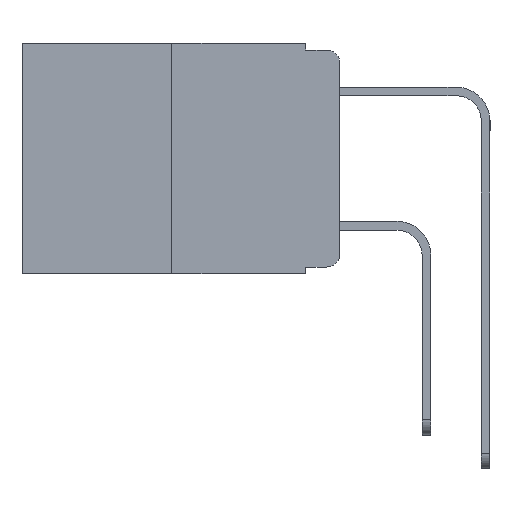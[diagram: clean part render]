
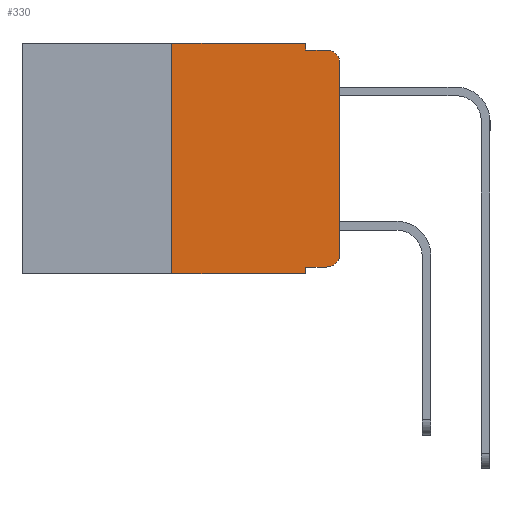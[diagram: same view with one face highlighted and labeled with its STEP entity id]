
A CAD part, left-side view. The second image highlights one B-rep face of the part: STEP entity #330.
In plain terms, the highlighted planar face has unit normal (-1, 0, 0).
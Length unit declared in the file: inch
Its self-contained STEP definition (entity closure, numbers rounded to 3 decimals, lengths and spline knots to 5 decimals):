
#330 = ADVANCED_FACE ( 'NONE', ( #574 ), #8323, .F. ) ;
#574 = FACE_OUTER_BOUND ( 'NONE', #2098, .T. ) ;
#710 = VERTEX_POINT ( 'NONE', #11419 ) ;
#775 = VERTEX_POINT ( 'NONE', #6952 ) ;
#1391 = DIRECTION ( 'NONE',  ( 0., 0., -1. ) ) ;
#1679 = VERTEX_POINT ( 'NONE', #2863 ) ;
#1680 = VECTOR ( 'NONE', #3126, 39.37008 ) ;
#1936 = VECTOR ( 'NONE', #9404, 39.37008 ) ;
#2098 = EDGE_LOOP ( 'NONE', ( #4096, #4204, #4385, #4475, #4650, #4967, #4984, #5077, #5332, #5384 ) ) ;
#2255 = AXIS2_PLACEMENT_3D ( 'NONE', #16539, #8162, #17909 ) ;
#2333 = VECTOR ( 'NONE', #6628, 39.37008 ) ;
#2543 = EDGE_CURVE ( 'NONE', #3283, #10859, #13759, .T. ) ;
#2863 = CARTESIAN_POINT ( 'NONE',  ( 0., 0.25, 0. ) ) ;
#3126 = DIRECTION ( 'NONE',  ( 0., -1., 0. ) ) ;
#3283 = VERTEX_POINT ( 'NONE', #6394 ) ;
#3379 = AXIS2_PLACEMENT_3D ( 'NONE', #7550, #17578, #1391 ) ;
#3482 = EDGE_CURVE ( 'NONE', #3283, #12536, #9143, .T. ) ;
#4064 = EDGE_CURVE ( 'NONE', #5288, #775, #9602, .T. ) ;
#4096 = ORIENTED_EDGE ( 'NONE', *, *, #4064, .T. ) ;
#4204 = ORIENTED_EDGE ( 'NONE', *, *, #14893, .T. ) ;
#4301 = VECTOR ( 'NONE', #13938, 39.37008 ) ;
#4371 = VECTOR ( 'NONE', #9753, 39.37008 ) ;
#4385 = ORIENTED_EDGE ( 'NONE', *, *, #12103, .F. ) ;
#4475 = ORIENTED_EDGE ( 'NONE', *, *, #6362, .F. ) ;
#4650 = ORIENTED_EDGE ( 'NONE', *, *, #9911, .F. ) ;
#4967 = ORIENTED_EDGE ( 'NONE', *, *, #5392, .F. ) ;
#4984 = ORIENTED_EDGE ( 'NONE', *, *, #14436, .T. ) ;
#5077 = ORIENTED_EDGE ( 'NONE', *, *, #3482, .F. ) ;
#5232 = VERTEX_POINT ( 'NONE', #17306 ) ;
#5288 = VERTEX_POINT ( 'NONE', #17554 ) ;
#5332 = ORIENTED_EDGE ( 'NONE', *, *, #2543, .T. ) ;
#5377 = VERTEX_POINT ( 'NONE', #13625 ) ;
#5384 = ORIENTED_EDGE ( 'NONE', *, *, #14309, .T. ) ;
#5392 = EDGE_CURVE ( 'NONE', #11594, #1679, #13676, .T. ) ;
#5462 = CARTESIAN_POINT ( 'NONE',  ( 0., 0.051, -0.333 ) ) ;
#5718 = VECTOR ( 'NONE', #16562, 39.37008 ) ;
#5842 = CARTESIAN_POINT ( 'NONE',  ( 0., 0., 0. ) ) ;
#6279 = CARTESIAN_POINT ( 'NONE',  ( 0., 0.051, 0. ) ) ;
#6294 = CIRCLE ( 'NONE', #2255, 0.02 ) ;
#6362 = EDGE_CURVE ( 'NONE', #710, #5232, #12343, .T. ) ;
#6394 = CARTESIAN_POINT ( 'NONE',  ( 0., 0.051, -0.333 ) ) ;
#6401 = CARTESIAN_POINT ( 'NONE',  ( 0., 0.02, -0.03 ) ) ;
#6628 = DIRECTION ( 'NONE',  ( 0., 0., 1. ) ) ;
#6874 = CARTESIAN_POINT ( 'NONE',  ( 0., 0.473, -0.343 ) ) ;
#6952 = CARTESIAN_POINT ( 'NONE',  ( 0., 0., -0.03 ) ) ;
#7550 = CARTESIAN_POINT ( 'NONE',  ( 0., 0.473, 0. ) ) ;
#7681 = CIRCLE ( 'NONE', #16133, 0.02 ) ;
#7874 = DIRECTION ( 'NONE',  ( 0., 0., -1. ) ) ;
#8162 = DIRECTION ( 'NONE',  ( -1., 0., 0. ) ) ;
#8177 = CARTESIAN_POINT ( 'NONE',  ( 0., 0.02, -0.333 ) ) ;
#8323 = PLANE ( 'NONE',  #3379 ) ;
#8588 = VECTOR ( 'NONE', #15759, 39.37008 ) ;
#9143 = LINE ( 'NONE', #6279, #4371 ) ;
#9404 = DIRECTION ( 'NONE',  ( 0., -1., 0. ) ) ;
#9602 = LINE ( 'NONE', #5842, #5718 ) ;
#9753 = DIRECTION ( 'NONE',  ( 0., 0., -1. ) ) ;
#9911 = EDGE_CURVE ( 'NONE', #1679, #710, #17197, .T. ) ;
#9951 = LINE ( 'NONE', #13714, #16887 ) ;
#10295 = CARTESIAN_POINT ( 'NONE',  ( 0., 0.473, 0. ) ) ;
#10525 = CARTESIAN_POINT ( 'NONE',  ( 0., 0.051, -0.343 ) ) ;
#10859 = VERTEX_POINT ( 'NONE', #8177 ) ;
#11419 = CARTESIAN_POINT ( 'NONE',  ( 0., 0.051, 0. ) ) ;
#11594 = VERTEX_POINT ( 'NONE', #16802 ) ;
#11927 = LINE ( 'NONE', #6874, #4301 ) ;
#12103 = EDGE_CURVE ( 'NONE', #5232, #5377, #9951, .T. ) ;
#12295 = CARTESIAN_POINT ( 'NONE',  ( 0., 0.25, 0. ) ) ;
#12343 = LINE ( 'NONE', #14315, #8588 ) ;
#12536 = VERTEX_POINT ( 'NONE', #10525 ) ;
#13625 = CARTESIAN_POINT ( 'NONE',  ( 0., 0.02, -0.01 ) ) ;
#13676 = LINE ( 'NONE', #12295, #2333 ) ;
#13714 = CARTESIAN_POINT ( 'NONE',  ( 0., 0.051, -0.01 ) ) ;
#13759 = LINE ( 'NONE', #5462, #1936 ) ;
#13938 = DIRECTION ( 'NONE',  ( 0., -1., 0. ) ) ;
#14309 = EDGE_CURVE ( 'NONE', #10859, #5288, #6294, .T. ) ;
#14315 = CARTESIAN_POINT ( 'NONE',  ( 0., 0.051, 0. ) ) ;
#14436 = EDGE_CURVE ( 'NONE', #11594, #12536, #11927, .T. ) ;
#14893 = EDGE_CURVE ( 'NONE', #775, #5377, #7681, .T. ) ;
#15104 = DIRECTION ( 'NONE',  ( 0., -1., 0. ) ) ;
#15759 = DIRECTION ( 'NONE',  ( 0., 0., -1. ) ) ;
#16133 = AXIS2_PLACEMENT_3D ( 'NONE', #6401, #16263, #7874 ) ;
#16263 = DIRECTION ( 'NONE',  ( -1., 0., 0. ) ) ;
#16539 = CARTESIAN_POINT ( 'NONE',  ( 0., 0.02, -0.313 ) ) ;
#16562 = DIRECTION ( 'NONE',  ( 0., 0., 1. ) ) ;
#16802 = CARTESIAN_POINT ( 'NONE',  ( 0., 0.25, -0.343 ) ) ;
#16887 = VECTOR ( 'NONE', #15104, 39.37008 ) ;
#17197 = LINE ( 'NONE', #10295, #1680 ) ;
#17306 = CARTESIAN_POINT ( 'NONE',  ( 0., 0.051, -0.01 ) ) ;
#17554 = CARTESIAN_POINT ( 'NONE',  ( 0., 0., -0.313 ) ) ;
#17578 = DIRECTION ( 'NONE',  ( 1., 0., 0. ) ) ;
#17909 = DIRECTION ( 'NONE',  ( 0., 0., -1. ) ) ;
